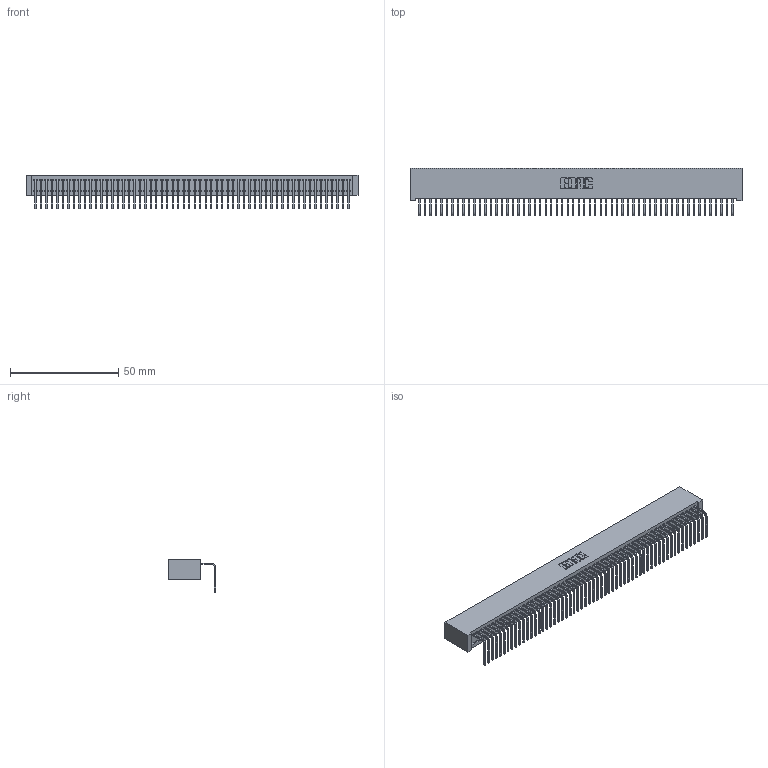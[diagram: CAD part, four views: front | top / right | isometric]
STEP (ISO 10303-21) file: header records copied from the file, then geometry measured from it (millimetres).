
FILE_DESCRIPTION (( 'STEP AP203' ), '1' );
FILE_NAME ('342-058-558-101.STEP', '2019-10-03T13:00:51', ( '' ), ( '' ), 'SwSTEP 2.0', 'SolidWorks 2016', '' );
FILE_SCHEMA (( 'CONFIG_CONTROL_DESIGN' ));
Length unit declared in the file: inch
Products named in the file (3): 342 Part_Lugless; 345-292-001_558 Tail - 2; 342-058-558-101
Assembly tree (59 placements, depth 2):
  342-058-558-101
    342 Part_Lugless
    345-292-001_558 Tail - 2  x58
Bounding box: 153.57 x 21.91 x 15.62 mm (x, y, z)
Volume: 14126 mm3; surface area: 22462.9 mm2
Topology: 59 solids, 59 shells, 3582 faces, 10831 edges, 7142 vertices
Faces by surface type: plane 2614, cylinder 968
Entity records: 33063 total; most frequent: CARTESIAN_POINT 5708, ORIENTED_EDGE 5702, DIRECTION 4775, EDGE_CURVE 2851, VECTOR 2731, LINE 2731, VERTEX_POINT 1898, AXIS2_PLACEMENT_3D 1022
